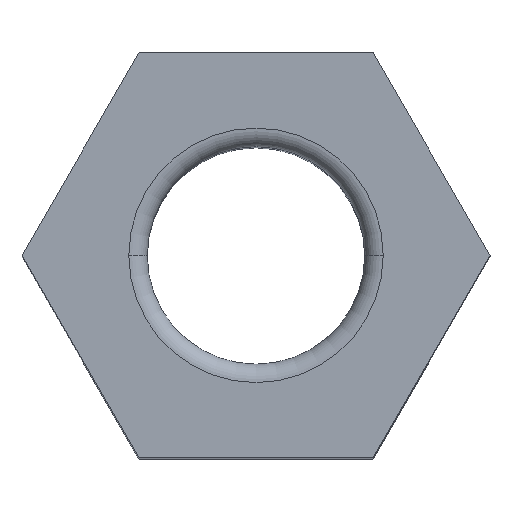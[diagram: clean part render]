
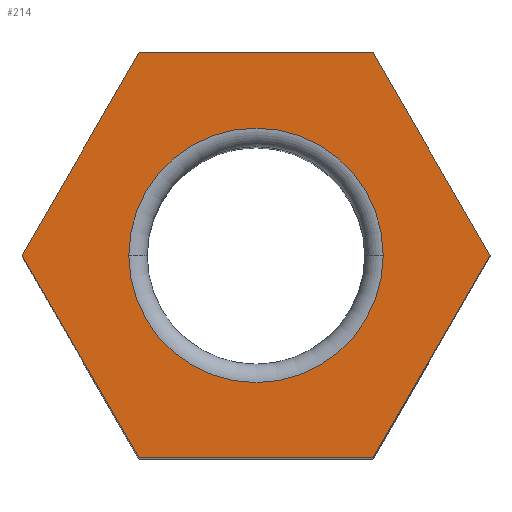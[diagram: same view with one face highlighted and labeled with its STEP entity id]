
A CAD part, top view. The second image highlights one B-rep face of the part: STEP entity #214.
In plain terms, the highlighted planar face has unit normal (0, 0, 1).
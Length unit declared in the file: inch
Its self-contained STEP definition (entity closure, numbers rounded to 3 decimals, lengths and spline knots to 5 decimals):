
#1 = DIRECTION ( 'NONE',  ( -0.5, -0.866, 0. ) ) ;
#3 = CARTESIAN_POINT ( 'NONE',  ( -0.12702, 0., 0.41 ) ) ;
#4 = VECTOR ( 'NONE', #1, 39.37008 ) ;
#5 = CARTESIAN_POINT ( 'NONE',  ( -0.06351, 0.11, 0.41 ) ) ;
#6 = LINE ( 'NONE', #5, #4 ) ;
#10 = CARTESIAN_POINT ( 'NONE',  ( 0.06351, -0.11, 0.41 ) ) ;
#18 = CARTESIAN_POINT ( 'NONE',  ( -0.12702, 0., 0.41 ) ) ;
#20 = DIRECTION ( 'NONE',  ( 0.5, -0.866, 0. ) ) ;
#21 = VECTOR ( 'NONE', #20, 39.37008 ) ;
#22 = DIRECTION ( 'NONE',  ( 1., 0., 0. ) ) ;
#23 = VECTOR ( 'NONE', #22, 39.37008 ) ;
#24 = CARTESIAN_POINT ( 'NONE',  ( -0.06351, -0.11, 0.41 ) ) ;
#25 = LINE ( 'NONE', #24, #23 ) ;
#34 = LINE ( 'NONE', #18, #21 ) ;
#83 = VERTEX_POINT ( 'NONE', #187 ) ;
#84 = EDGE_CURVE ( 'NONE', #86, #83, #105, .T. ) ;
#86 = VERTEX_POINT ( 'NONE', #193 ) ;
#105 = CIRCLE ( 'NONE', #238, 0.06906 ) ;
#125 = CARTESIAN_POINT ( 'NONE',  ( 0., 0., 0.41 ) ) ;
#126 = ORIENTED_EDGE ( 'NONE', *, *, #145, .T. ) ;
#145 = EDGE_CURVE ( 'NONE', #83, #86, #331, .T. ) ;
#147 = EDGE_CURVE ( 'NONE', #148, #210, #319, .T. ) ;
#148 = VERTEX_POINT ( 'NONE', #393 ) ;
#149 = ORIENTED_EDGE ( 'NONE', *, *, #289, .T. ) ;
#150 = EDGE_CURVE ( 'NONE', #282, #148, #387, .T. ) ;
#152 = ORIENTED_EDGE ( 'NONE', *, *, #150, .T. ) ;
#187 = CARTESIAN_POINT ( 'NONE',  ( 0.06906, 0., 0.41 ) ) ;
#193 = CARTESIAN_POINT ( 'NONE',  ( -0.06906, 0., 0.41 ) ) ;
#204 = VERTEX_POINT ( 'NONE', #585 ) ;
#205 = EDGE_LOOP ( 'NONE', ( #126, #215 ) ) ;
#208 = EDGE_CURVE ( 'NONE', #210, #204, #441, .T. ) ;
#210 = VERTEX_POINT ( 'NONE', #448 ) ;
#211 = EDGE_LOOP ( 'NONE', ( #280, #283, #286, #216, #149, #152 ) ) ;
#213 = VERTEX_POINT ( 'NONE', #442 ) ;
#214 = ADVANCED_FACE ( 'NONE', ( #429, #435 ), #443, .T. ) ;
#215 = ORIENTED_EDGE ( 'NONE', *, *, #84, .T. ) ;
#216 = ORIENTED_EDGE ( 'NONE', *, *, #287, .T. ) ;
#236 = DIRECTION ( 'NONE',  ( 1., 0., 0. ) ) ;
#237 = DIRECTION ( 'NONE',  ( 0., 0., -1. ) ) ;
#238 = AXIS2_PLACEMENT_3D ( 'NONE', #125, #237, #236 ) ;
#279 = VERTEX_POINT ( 'NONE', #3 ) ;
#280 = ORIENTED_EDGE ( 'NONE', *, *, #147, .T. ) ;
#282 = VERTEX_POINT ( 'NONE', #10 ) ;
#283 = ORIENTED_EDGE ( 'NONE', *, *, #208, .T. ) ;
#284 = EDGE_CURVE ( 'NONE', #204, #279, #6, .T. ) ;
#286 = ORIENTED_EDGE ( 'NONE', *, *, #284, .T. ) ;
#287 = EDGE_CURVE ( 'NONE', #279, #213, #34, .T. ) ;
#289 = EDGE_CURVE ( 'NONE', #213, #282, #25, .T. ) ;
#319 = LINE ( 'NONE', #332, #391 ) ;
#331 = CIRCLE ( 'NONE', #356, 0.06906 ) ;
#332 = CARTESIAN_POINT ( 'NONE',  ( 0.12702, 0., 0.41 ) ) ;
#334 = DIRECTION ( 'NONE',  ( 1., 0., 0. ) ) ;
#335 = DIRECTION ( 'NONE',  ( 0., 0., -1. ) ) ;
#336 = CARTESIAN_POINT ( 'NONE',  ( 0., 0., 0.41 ) ) ;
#356 = AXIS2_PLACEMENT_3D ( 'NONE', #336, #335, #334 ) ;
#384 = DIRECTION ( 'NONE',  ( 0.5, 0.866, 0. ) ) ;
#385 = VECTOR ( 'NONE', #384, 39.37008 ) ;
#386 = CARTESIAN_POINT ( 'NONE',  ( 0.06351, -0.11, 0.41 ) ) ;
#387 = LINE ( 'NONE', #386, #385 ) ;
#390 = DIRECTION ( 'NONE',  ( -0.5, 0.866, 0. ) ) ;
#391 = VECTOR ( 'NONE', #390, 39.37008 ) ;
#393 = CARTESIAN_POINT ( 'NONE',  ( 0.12702, 0., 0.41 ) ) ;
#429 = FACE_BOUND ( 'NONE', #205, .T. ) ;
#435 = FACE_OUTER_BOUND ( 'NONE', #211, .T. ) ;
#438 = DIRECTION ( 'NONE',  ( -1., 0., 0. ) ) ;
#439 = VECTOR ( 'NONE', #438, 39.37008 ) ;
#440 = CARTESIAN_POINT ( 'NONE',  ( 0.06351, 0.11, 0.41 ) ) ;
#441 = LINE ( 'NONE', #440, #439 ) ;
#442 = CARTESIAN_POINT ( 'NONE',  ( -0.06351, -0.11, 0.41 ) ) ;
#443 = PLANE ( 'NONE',  #447 ) ;
#447 = AXIS2_PLACEMENT_3D ( 'NONE', #458, #457, #456 ) ;
#448 = CARTESIAN_POINT ( 'NONE',  ( 0.06351, 0.11, 0.41 ) ) ;
#456 = DIRECTION ( 'NONE',  ( 1., 0., 0. ) ) ;
#457 = DIRECTION ( 'NONE',  ( 0., 0., 1. ) ) ;
#458 = CARTESIAN_POINT ( 'NONE',  ( 0., 0.22, 0.41 ) ) ;
#585 = CARTESIAN_POINT ( 'NONE',  ( -0.06351, 0.11, 0.41 ) ) ;
